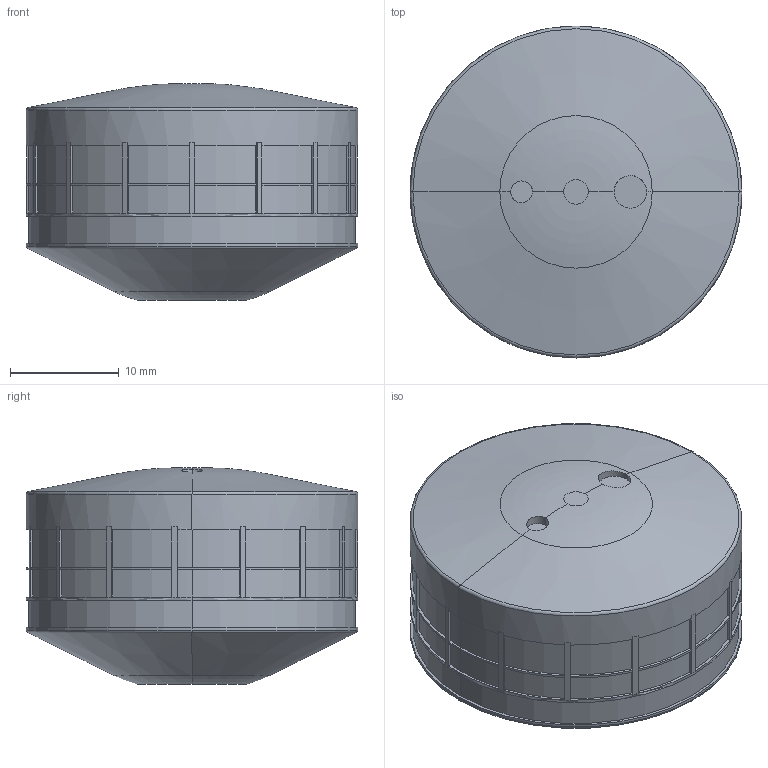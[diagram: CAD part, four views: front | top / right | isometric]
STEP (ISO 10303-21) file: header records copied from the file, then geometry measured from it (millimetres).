
FILE_DESCRIPTION (( 'STEP AP203' ), '1' );
FILE_NAME ('hab 4.par_Défaut_sldprt.STEP', '2024-03-20T04:11:23', ( '' ), ( '' ), 'SwSTEP 2.0', 'SolidWorks 2022', '' );
FILE_SCHEMA (( 'CONFIG_CONTROL_DESIGN' ));
Length unit declared in the file: millimetre
Products named in the file (1): hab 4.par_Défaut_sldprt
Bounding box: 30.5 x 30.5 x 19.9 mm (x, y, z)
Volume: 11519.8 mm3; surface area: 3001.2 mm2
Topology: 1 solids, 1 shells, 245 faces, 675 edges, 434 vertices
Faces by surface type: cylinder 122, plane 111, torus 8, cone 4
Entity records: 8180 total; most frequent: CARTESIAN_POINT 1791, ORIENTED_EDGE 1350, DIRECTION 1333, EDGE_CURVE 675, AXIS2_PLACEMENT_3D 476, VERTEX_POINT 434, VECTOR 381, LINE 381
